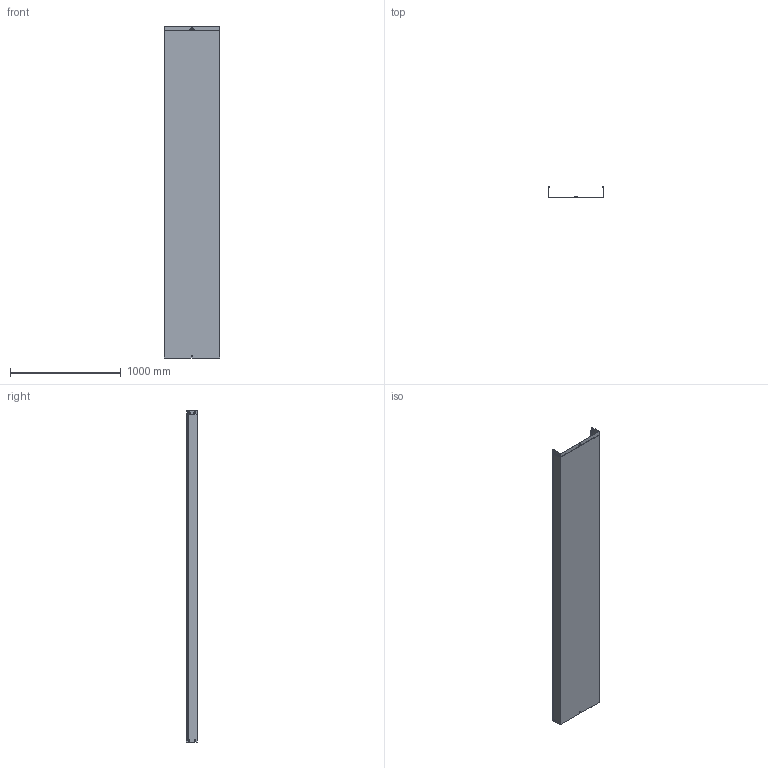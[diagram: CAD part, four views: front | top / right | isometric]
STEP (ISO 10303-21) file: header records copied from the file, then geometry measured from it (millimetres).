
FILE_DESCRIPTION(/* description */ (''),/* implementation_level */ '2;1');
FILE_NAME(/* name */ '',/* time_stamp */ '2023-05-26T11:52:15+03:00',/* author */ ('Ртищев А.О.'),/* organization */ (''),/* preprocessor_version */ 'ST-DEVELOPER v19.2',/* originating_system */ 'Autodesk Inventor 2023',/* authorisation */ '');
FILE_SCHEMA (('AUTOMOTIVE_DESIGN { 1 0 10303 214 3 1 1 }'));
Length unit declared in the file: millimetre
Products named in the file (1): 1. LNplus
Bounding box: 499.95 x 102 x 3000 mm (x, y, z)
Volume: 2192998 mm3; surface area: 4394729.3 mm2
Topology: 1 solids, 1 shells, 265 faces, 723 edges, 458 vertices
Faces by surface type: plane 117, cylinder 116, bspline 32
Full cylindrical faces by diameter (mm): 6.5 x5
Entity records: 8901 total; most frequent: CARTESIAN_POINT 1755, DIRECTION 1455, ORIENTED_EDGE 1446, EDGE_CURVE 723, AXIS2_PLACEMENT_3D 506, VERTEX_POINT 458, LINE 443, VECTOR 443
